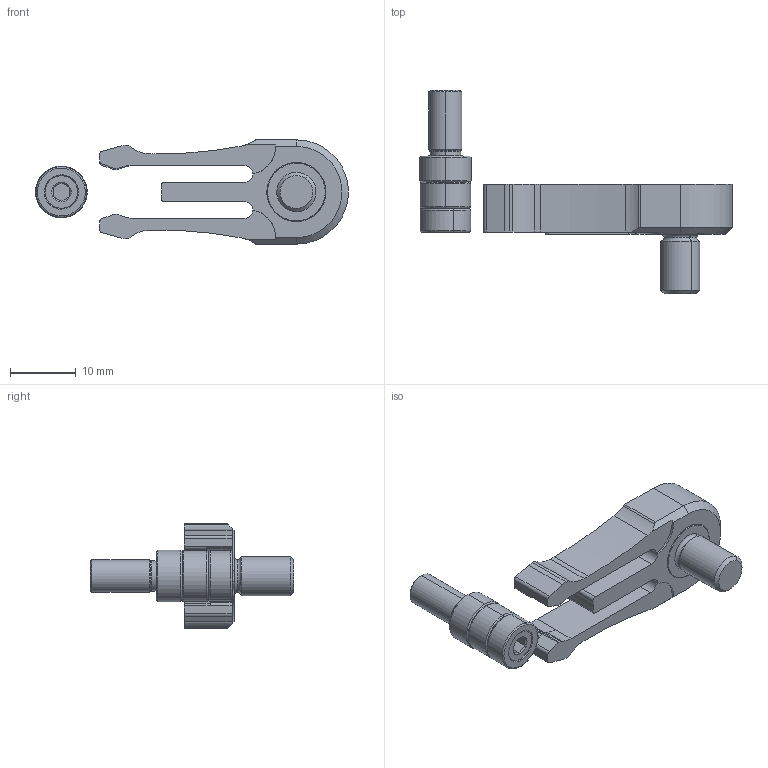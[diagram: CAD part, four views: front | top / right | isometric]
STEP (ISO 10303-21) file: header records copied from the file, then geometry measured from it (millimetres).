
FILE_DESCRIPTION (( 'STEP AP214' ), '1' );
FILE_NAME ('RCM163808.STEP', '2018-01-30T12:00:01', ( '' ), ( '' ), 'SwSTEP 2.0', 'SolidWorks 2017', '' );
FILE_SCHEMA (( 'AUTOMOTIVE_DESIGN' ));
Length unit declared in the file: millimetre
Products named in the file (7): TF1608M5-1; TF1608M5-3; TF1608M5; TF1608M5-2; 9RCM163808; RCM163808; 9RCM16-TOR
Assembly tree (6 placements, depth 3):
  RCM163808
    TF1608M5
      TF1608M5-1
      TF1608M5-2
      TF1608M5-3
    9RCM16-TOR
    9RCM163808
Bounding box: 47.74 x 30.97 x 15.9 mm (x, y, z)
Volume: 3523.5 mm3; surface area: 3679.4 mm2
Topology: 5 solids, 5 shells, 200 faces, 462 edges, 284 vertices
Faces by surface type: cylinder 77, plane 72, cone 35, torus 16
Entity records: 6083 total; most frequent: DIRECTION 1093, CARTESIAN_POINT 1056, ORIENTED_EDGE 924, EDGE_CURVE 462, AXIS2_PLACEMENT_3D 439, VERTEX_POINT 284, CIRCLE 229, EDGE_LOOP 218
